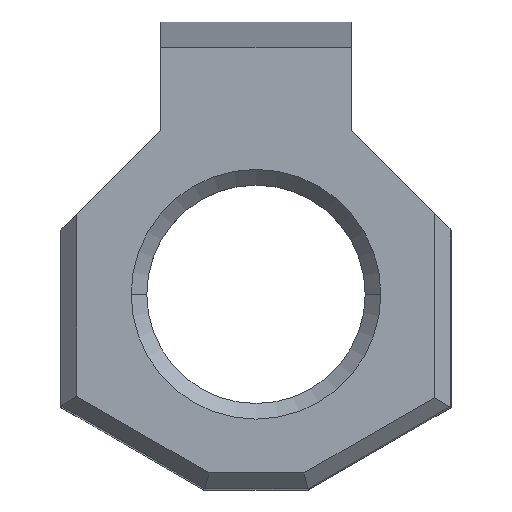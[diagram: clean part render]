
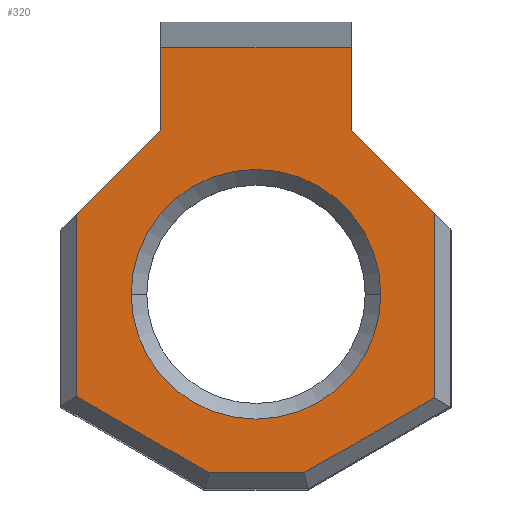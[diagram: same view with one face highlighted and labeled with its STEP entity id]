
A CAD part, top view. The second image highlights one B-rep face of the part: STEP entity #320.
In plain terms, the highlighted planar face has unit normal (0, 0, 1).
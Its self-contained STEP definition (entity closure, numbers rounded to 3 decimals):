
#3 = ORIENTED_EDGE ( 'NONE', *, *, #1273, .T. ) ;
#16 = VERTEX_POINT ( 'NONE', #199 ) ;
#43 = LINE ( 'NONE', #454, #324 ) ;
#57 = ORIENTED_EDGE ( 'NONE', *, *, #569, .T. ) ;
#108 = VECTOR ( 'NONE', #835, 1000. ) ;
#122 = DIRECTION ( 'NONE',  ( 0., -1., 0. ) ) ;
#131 = CARTESIAN_POINT ( 'NONE',  ( -0.6, 0.21, 6.5 ) ) ;
#139 = VERTEX_POINT ( 'NONE', #131 ) ;
#145 = DIRECTION ( 'NONE',  ( 1., 0., 0. ) ) ;
#163 = CARTESIAN_POINT ( 'NONE',  ( 2.5, 3.324, 6.5 ) ) ;
#175 = DIRECTION ( 'NONE',  ( 0., 0., 1. ) ) ;
#177 = VERTEX_POINT ( 'NONE', #254 ) ;
#179 = EDGE_CURVE ( 'NONE', #955, #187, #286, .T. ) ;
#187 = VERTEX_POINT ( 'NONE', #469 ) ;
#196 = VECTOR ( 'NONE', #122, 1000. ) ;
#199 = CARTESIAN_POINT ( 'NONE',  ( -2.3, 1.191, 6.5 ) ) ;
#211 = VERTEX_POINT ( 'NONE', #903 ) ;
#224 = DIRECTION ( 'NONE',  ( 0.866, -0.5, 0. ) ) ;
#225 = ORIENTED_EDGE ( 'NONE', *, *, #810, .T. ) ;
#253 = VERTEX_POINT ( 'NONE', #596 ) ;
#254 = CARTESIAN_POINT ( 'NONE',  ( -1.221, 4.603, 6.5 ) ) ;
#279 = EDGE_CURVE ( 'NONE', #211, #863, #1127, .T. ) ;
#286 = CIRCLE ( 'NONE', #880, 1.6 ) ;
#294 = FACE_OUTER_BOUND ( 'NONE', #878, .T. ) ;
#299 = LINE ( 'NONE', #715, #729 ) ;
#305 = CARTESIAN_POINT ( 'NONE',  ( 2.285, 3.339, 6.5 ) ) ;
#308 = DIRECTION ( 'NONE',  ( 1., 0., 0. ) ) ;
#320 = ADVANCED_FACE ( 'NONE', ( #1245, #294 ), #712, .T. ) ;
#324 = VECTOR ( 'NONE', #879, 1000. ) ;
#358 = CARTESIAN_POINT ( 'NONE',  ( -1.6, 2.5, 6.5 ) ) ;
#361 = EDGE_CURVE ( 'NONE', #253, #211, #1256, .T. ) ;
#363 = LINE ( 'NONE', #788, #1222 ) ;
#384 = DIRECTION ( 'NONE',  ( 0., 1., 0. ) ) ;
#385 = CARTESIAN_POINT ( 'NONE',  ( -2.3, 1.074, 6.5 ) ) ;
#400 = CARTESIAN_POINT ( 'NONE',  ( -1.221, 5.659, 6.5 ) ) ;
#403 = ORIENTED_EDGE ( 'NONE', *, *, #1285, .T. ) ;
#410 = CARTESIAN_POINT ( 'NONE',  ( 0.668, 0.21, 6.5 ) ) ;
#437 = ORIENTED_EDGE ( 'NONE', *, *, #1074, .T. ) ;
#454 = CARTESIAN_POINT ( 'NONE',  ( 2.384, 1.232, 6.5 ) ) ;
#469 = CARTESIAN_POINT ( 'NONE',  ( 1.6, 2.5, 6.5 ) ) ;
#489 = VECTOR ( 'NONE', #721, 1000. ) ;
#524 = ORIENTED_EDGE ( 'NONE', *, *, #279, .T. ) ;
#528 = AXIS2_PLACEMENT_3D ( 'NONE', #829, #1258, #308 ) ;
#569 = EDGE_CURVE ( 'NONE', #177, #935, #363, .T. ) ;
#572 = EDGE_LOOP ( 'NONE', ( #1201, #817 ) ) ;
#573 = ORIENTED_EDGE ( 'NONE', *, *, #1361, .T. ) ;
#596 = CARTESIAN_POINT ( 'NONE',  ( 2.285, 1.174, 6.5 ) ) ;
#601 = VECTOR ( 'NONE', #602, 1000. ) ;
#602 = DIRECTION ( 'NONE',  ( -0.707, 0.707, 0. ) ) ;
#614 = DIRECTION ( 'NONE',  ( 1., 0., 0. ) ) ;
#653 = LINE ( 'NONE', #1076, #196 ) ;
#681 = CARTESIAN_POINT ( 'NONE',  ( 0., 2.5, 6.5 ) ) ;
#704 = EDGE_CURVE ( 'NONE', #863, #787, #918, .T. ) ;
#711 = ORIENTED_EDGE ( 'NONE', *, *, #704, .T. ) ;
#712 = PLANE ( 'NONE',  #832 ) ;
#715 = CARTESIAN_POINT ( 'NONE',  ( 0., 5.659, 6.5 ) ) ;
#721 = DIRECTION ( 'NONE',  ( 0., 1., 0. ) ) ;
#725 = CARTESIAN_POINT ( 'NONE',  ( 0.614, 0.21, 6.5 ) ) ;
#729 = VECTOR ( 'NONE', #1142, 1000. ) ;
#755 = VERTEX_POINT ( 'NONE', #400 ) ;
#757 = LINE ( 'NONE', #1182, #808 ) ;
#781 = EDGE_CURVE ( 'NONE', #187, #955, #1135, .T. ) ;
#783 = VERTEX_POINT ( 'NONE', #725 ) ;
#787 = VERTEX_POINT ( 'NONE', #1046 ) ;
#788 = CARTESIAN_POINT ( 'NONE',  ( -2.5, 3.324, 6.5 ) ) ;
#808 = VECTOR ( 'NONE', #224, 1000. ) ;
#810 = EDGE_CURVE ( 'NONE', #139, #783, #1364, .T. ) ;
#812 = DIRECTION ( 'NONE',  ( 0., -1., 0. ) ) ;
#817 = ORIENTED_EDGE ( 'NONE', *, *, #179, .T. ) ;
#829 = CARTESIAN_POINT ( 'NONE',  ( 0., 2.5, 6.5 ) ) ;
#832 = AXIS2_PLACEMENT_3D ( 'NONE', #1139, #175, #614 ) ;
#835 = DIRECTION ( 'NONE',  ( 1., 0., 0. ) ) ;
#852 = CARTESIAN_POINT ( 'NONE',  ( 1.22, 4.603, 6.5 ) ) ;
#863 = VERTEX_POINT ( 'NONE', #852 ) ;
#874 = ORIENTED_EDGE ( 'NONE', *, *, #1105, .T. ) ;
#878 = EDGE_LOOP ( 'NONE', ( #711, #874, #403, #57, #437, #3, #225, #573, #1072, #524 ) ) ;
#879 = DIRECTION ( 'NONE',  ( 0.866, 0.5, 0. ) ) ;
#880 = AXIS2_PLACEMENT_3D ( 'NONE', #681, #1106, #145 ) ;
#903 = CARTESIAN_POINT ( 'NONE',  ( 2.285, 3.539, 6.5 ) ) ;
#918 = LINE ( 'NONE', #1340, #1264 ) ;
#935 = VERTEX_POINT ( 'NONE', #1094 ) ;
#955 = VERTEX_POINT ( 'NONE', #358 ) ;
#973 = VECTOR ( 'NONE', #812, 1000. ) ;
#1046 = CARTESIAN_POINT ( 'NONE',  ( 1.22, 5.659, 6.5 ) ) ;
#1072 = ORIENTED_EDGE ( 'NONE', *, *, #361, .T. ) ;
#1074 = EDGE_CURVE ( 'NONE', #935, #16, #1341, .T. ) ;
#1076 = CARTESIAN_POINT ( 'NONE',  ( -1.221, 4.603, 6.5 ) ) ;
#1094 = CARTESIAN_POINT ( 'NONE',  ( -2.3, 3.524, 6.5 ) ) ;
#1105 = EDGE_CURVE ( 'NONE', #787, #755, #299, .T. ) ;
#1106 = DIRECTION ( 'NONE',  ( 0., 0., -1. ) ) ;
#1127 = LINE ( 'NONE', #163, #601 ) ;
#1135 = CIRCLE ( 'NONE', #528, 1.6 ) ;
#1139 = CARTESIAN_POINT ( 'NONE',  ( 0., 0., 6.5 ) ) ;
#1142 = DIRECTION ( 'NONE',  ( -1., 0., 0. ) ) ;
#1182 = CARTESIAN_POINT ( 'NONE',  ( -0.554, 0.183, 6.5 ) ) ;
#1201 = ORIENTED_EDGE ( 'NONE', *, *, #781, .T. ) ;
#1215 = DIRECTION ( 'NONE',  ( -0.707, -0.707, 0. ) ) ;
#1222 = VECTOR ( 'NONE', #1215, 1000. ) ;
#1245 = FACE_BOUND ( 'NONE', #572, .T. ) ;
#1256 = LINE ( 'NONE', #305, #489 ) ;
#1258 = DIRECTION ( 'NONE',  ( 0., 0., -1. ) ) ;
#1264 = VECTOR ( 'NONE', #384, 1000. ) ;
#1273 = EDGE_CURVE ( 'NONE', #16, #139, #757, .T. ) ;
#1285 = EDGE_CURVE ( 'NONE', #755, #177, #653, .T. ) ;
#1340 = CARTESIAN_POINT ( 'NONE',  ( 1.22, 4.603, 6.5 ) ) ;
#1341 = LINE ( 'NONE', #385, #973 ) ;
#1361 = EDGE_CURVE ( 'NONE', #783, #253, #43, .T. ) ;
#1364 = LINE ( 'NONE', #410, #108 ) ;
